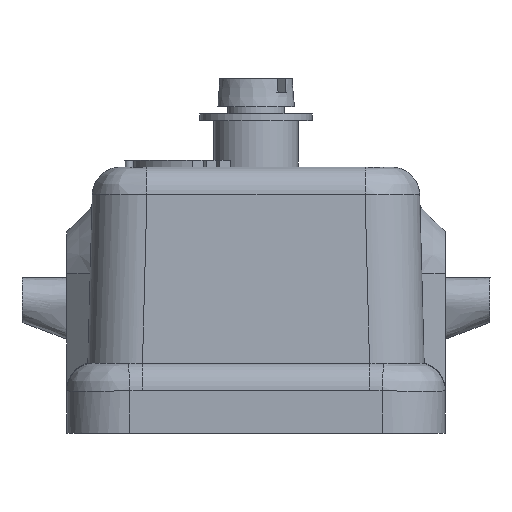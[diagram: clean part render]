
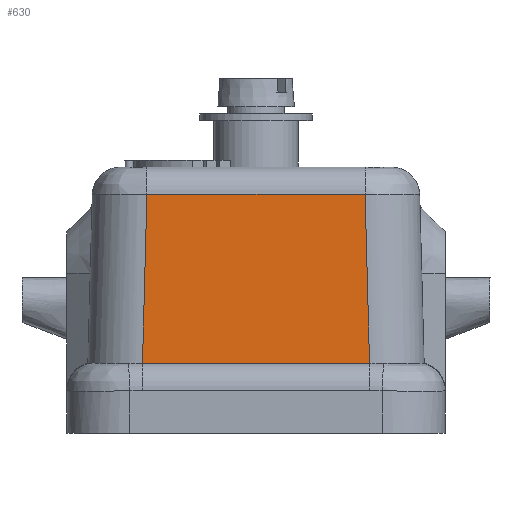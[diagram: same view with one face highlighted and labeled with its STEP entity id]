
A CAD part, left-side view. The second image highlights one B-rep face of the part: STEP entity #630.
In plain terms, the highlighted planar face has unit normal (-1, 0, 0.026).
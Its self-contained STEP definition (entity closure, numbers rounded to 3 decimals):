
#630=ADVANCED_FACE('',(#826),#767,.T.);
#767=PLANE('',#2751);
#826=FACE_OUTER_BOUND('',#950,.T.);
#950=EDGE_LOOP('',(#1262,#1263,#1264,#1265));
#1262=ORIENTED_EDGE('',*,*,#2091,.T.);
#1263=ORIENTED_EDGE('',*,*,#2092,.T.);
#1264=ORIENTED_EDGE('',*,*,#2093,.T.);
#1265=ORIENTED_EDGE('',*,*,#2094,.F.);
#1876=VERTEX_POINT('',#3851);
#1877=VERTEX_POINT('',#3852);
#1878=VERTEX_POINT('',#3854);
#1879=VERTEX_POINT('',#3856);
#2091=EDGE_CURVE('',#1876,#1877,#2366,.T.);
#2092=EDGE_CURVE('',#1877,#1878,#2367,.T.);
#2093=EDGE_CURVE('',#1878,#1879,#2368,.T.);
#2094=EDGE_CURVE('',#1876,#1879,#2369,.T.);
#2366=LINE('',#3850,#2538);
#2367=LINE('',#3853,#2539);
#2368=LINE('',#3855,#2540);
#2369=LINE('',#3857,#2541);
#2538=VECTOR('',#3090,1.);
#2539=VECTOR('',#3091,1.);
#2540=VECTOR('',#3092,1.);
#2541=VECTOR('',#3093,1.);
#2751=AXIS2_PLACEMENT_3D('',#3858,#3094,#3095);
#3090=DIRECTION('',(0.026,0.026,0.999));
#3091=DIRECTION('',(0.,1.,0.));
#3092=DIRECTION('',(-0.026,0.026,-0.999));
#3093=DIRECTION('',(0.,1.,0.));
#3094=DIRECTION('',(-1.,0.,0.026));
#3095=DIRECTION('',(0.026,0.,1.));
#3850=CARTESIAN_POINT('',(-11.986,-8.088,2.026));
#3851=CARTESIAN_POINT('',(-12.,-8.101,1.5));
#3852=CARTESIAN_POINT('',(-11.684,-7.786,13.552));
#3853=CARTESIAN_POINT('',(-11.684,7.735,13.552));
#3854=CARTESIAN_POINT('',(-11.684,7.786,13.552));
#3855=CARTESIAN_POINT('',(-12.003,8.104,1.398));
#3856=CARTESIAN_POINT('',(-12.,8.101,1.5));
#3857=CARTESIAN_POINT('',(-12.,12.,1.5));
#3858=CARTESIAN_POINT('',(-12.,12.,1.5));
